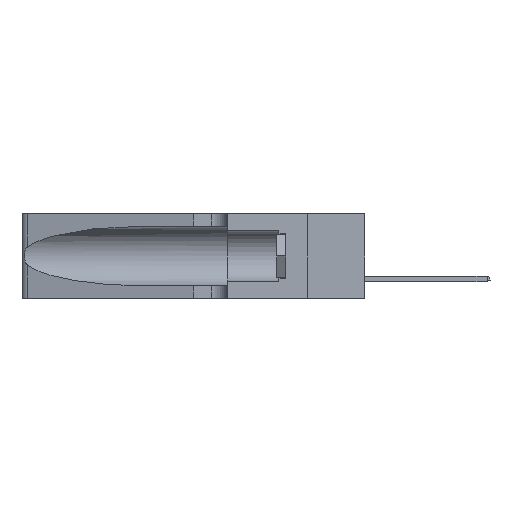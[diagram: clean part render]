
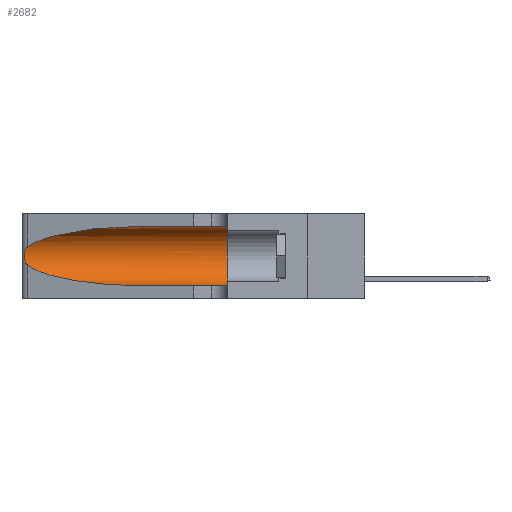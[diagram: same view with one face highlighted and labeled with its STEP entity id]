
A CAD part, left-side view. The second image highlights one B-rep face of the part: STEP entity #2682.
In plain terms, the highlighted cylindrical face has radius 3.308 mm (diameter 6.617 mm), a partial arc.
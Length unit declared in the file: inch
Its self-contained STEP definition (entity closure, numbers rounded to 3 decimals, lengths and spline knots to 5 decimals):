
#4 = CARTESIAN_POINT ( 'NONE',  ( 0.25639, 1.23184, 0.21858 ) ) ;
#287 = VERTEX_POINT ( 'NONE', #31446 ) ;
#772 = DIRECTION ( 'NONE',  ( 0., -1., 0. ) ) ;
#1096 = EDGE_CURVE ( 'NONE', #4209, #30762, #23209, .T. ) ;
#1226 = DIRECTION ( 'NONE',  ( 0., 1., 0. ) ) ;
#2279 = CARTESIAN_POINT ( 'NONE',  ( 0.1305, 1.61858, 0.185 ) ) ;
#2682 = ADVANCED_FACE ( 'NONE', ( #13418 ), #16854, .F. ) ;
#2715 = CARTESIAN_POINT ( 'NONE',  ( 0.1305, 0.72297, 0.31525 ) ) ;
#3272 = ORIENTED_EDGE ( 'NONE', *, *, #30678, .F. ) ;
#4209 = VERTEX_POINT ( 'NONE', #22335 ) ;
#4467 = VERTEX_POINT ( 'NONE', #45056 ) ;
#4853 = EDGE_CURVE ( 'NONE', #4467, #46610, #45975, .T. ) ;
#5128 = ORIENTED_EDGE ( 'NONE', *, *, #40458, .F. ) ;
#5147 = CARTESIAN_POINT ( 'NONE',  ( 0.1305, 0.35, 0.05475 ) ) ;
#5536 = VERTEX_POINT ( 'NONE', #2715 ) ;
#6585 =( BOUNDED_CURVE ( )  B_SPLINE_CURVE ( 3, ( #35643, #10407, #11280, #22250 ),
 .UNSPECIFIED., .F., .F. ) 
 B_SPLINE_CURVE_WITH_KNOTS ( ( 4, 4 ),
 ( 3.44316, 4.71239 ),
 .UNSPECIFIED. ) 
 CURVE ( )  GEOMETRIC_REPRESENTATION_ITEM ( )  RATIONAL_B_SPLINE_CURVE ( ( 1., 0.87, 0.87, 1. ) ) 
 REPRESENTATION_ITEM ( '' )  );
#7915 =( BOUNDED_CURVE ( )  B_SPLINE_CURVE ( 3, ( #27830, #16783, #42057, #10079 ),
 .UNSPECIFIED., .F., .F. ) 
 B_SPLINE_CURVE_WITH_KNOTS ( ( 4, 4 ),
 ( 1.5708, 2.84003 ),
 .UNSPECIFIED. ) 
 CURVE ( )  GEOMETRIC_REPRESENTATION_ITEM ( )  RATIONAL_B_SPLINE_CURVE ( ( 1., 0.87, 0.87, 1. ) ) 
 REPRESENTATION_ITEM ( '' )  );
#10079 = CARTESIAN_POINT ( 'NONE',  ( 0.25487, 1.22718, 0.22369 ) ) ;
#10088 = CARTESIAN_POINT ( 'NONE',  ( 0.1305, 1.61858, 0.05475 ) ) ;
#10373 = VECTOR ( 'NONE', #772, 39.37008 ) ;
#10407 = CARTESIAN_POINT ( 'NONE',  ( 0.2373, 1.15595, 0.08982 ) ) ;
#10518 = CARTESIAN_POINT ( 'NONE',  ( 0.26075, 1.23896, 0.178 ) ) ;
#11280 = CARTESIAN_POINT ( 'NONE',  ( 0.18966, 0.96281, 0.05475 ) ) ;
#12509 = AXIS2_PLACEMENT_3D ( 'NONE', #2279, #31617, #41998 ) ;
#13418 = FACE_OUTER_BOUND ( 'NONE', #19349, .T. ) ;
#15244 = VECTOR ( 'NONE', #39115, 39.37008 ) ;
#15336 = DIRECTION ( 'NONE',  ( 0., 0., 1. ) ) ;
#16615 = EDGE_CURVE ( 'NONE', #46610, #4209, #6585, .T. ) ;
#16783 = CARTESIAN_POINT ( 'NONE',  ( 0.18966, 0.96281, 0.31525 ) ) ;
#16854 = CYLINDRICAL_SURFACE ( 'NONE', #12509, 0.13025 ) ;
#17871 = CARTESIAN_POINT ( 'NONE',  ( 0.25789, 1.23486, 0.15765 ) ) ;
#18022 = CARTESIAN_POINT ( 'NONE',  ( 0.25856, 1.23593, 0.16098 ) ) ;
#18321 = CARTESIAN_POINT ( 'NONE',  ( 0.25487, 1.22718, 0.14631 ) ) ;
#19349 = EDGE_LOOP ( 'NONE', ( #36545, #25611, #45823, #45658, #3272, #5128 ) ) ;
#21342 = CARTESIAN_POINT ( 'NONE',  ( 0.25487, 1.22718, 0.22369 ) ) ;
#21505 = CARTESIAN_POINT ( 'NONE',  ( 0.25555, 1.22994, 0.2215 ) ) ;
#22250 = CARTESIAN_POINT ( 'NONE',  ( 0.1305, 0.72297, 0.05475 ) ) ;
#22335 = CARTESIAN_POINT ( 'NONE',  ( 0.1305, 0.72297, 0.05475 ) ) ;
#23209 = LINE ( 'NONE', #10088, #15244 ) ;
#24941 = CARTESIAN_POINT ( 'NONE',  ( 0.26018, 1.23835, 0.19895 ) ) ;
#25239 = CARTESIAN_POINT ( 'NONE',  ( 0.25639, 1.23186, 0.15144 ) ) ;
#25611 = ORIENTED_EDGE ( 'NONE', *, *, #4853, .T. ) ;
#27830 = CARTESIAN_POINT ( 'NONE',  ( 0.1305, 0.72297, 0.31525 ) ) ;
#30678 = EDGE_CURVE ( 'NONE', #287, #30762, #43798, .T. ) ;
#30762 = VERTEX_POINT ( 'NONE', #5147 ) ;
#31446 = CARTESIAN_POINT ( 'NONE',  ( 0.1305, 0.35, 0.31525 ) ) ;
#31493 = AXIS2_PLACEMENT_3D ( 'NONE', #44378, #1226, #15336 ) ;
#31617 = DIRECTION ( 'NONE',  ( 0., -1., 0. ) ) ;
#32288 = CARTESIAN_POINT ( 'NONE',  ( 0.26075, 1.23896, 0.19203 ) ) ;
#35464 = CARTESIAN_POINT ( 'NONE',  ( 0.1305, 1.61858, 0.31525 ) ) ;
#35643 = CARTESIAN_POINT ( 'NONE',  ( 0.25487, 1.22718, 0.14631 ) ) ;
#36463 = CARTESIAN_POINT ( 'NONE',  ( 0.25555, 1.22993, 0.14849 ) ) ;
#36545 = ORIENTED_EDGE ( 'NONE', *, *, #43963, .T. ) ;
#38770 = LINE ( 'NONE', #35464, #10373 ) ;
#39115 = DIRECTION ( 'NONE',  ( 0., -1., 0. ) ) ;
#39693 = CARTESIAN_POINT ( 'NONE',  ( 0.26017, 1.23833, 0.17102 ) ) ;
#39968 = CARTESIAN_POINT ( 'NONE',  ( 0.25487, 1.22718, 0.14631 ) ) ;
#40458 = EDGE_CURVE ( 'NONE', #5536, #287, #38770, .T. ) ;
#41998 = DIRECTION ( 'NONE',  ( 0., 0., -1. ) ) ;
#42057 = CARTESIAN_POINT ( 'NONE',  ( 0.2373, 1.15595, 0.28018 ) ) ;
#43260 = CARTESIAN_POINT ( 'NONE',  ( 0.25854, 1.2359, 0.20912 ) ) ;
#43798 = CIRCLE ( 'NONE', #31493, 0.13025 ) ;
#43963 = EDGE_CURVE ( 'NONE', #5536, #4467, #7915, .T. ) ;
#44378 = CARTESIAN_POINT ( 'NONE',  ( 0.1305, 0.35, 0.185 ) ) ;
#45056 = CARTESIAN_POINT ( 'NONE',  ( 0.25487, 1.22718, 0.22369 ) ) ;
#45658 = ORIENTED_EDGE ( 'NONE', *, *, #1096, .T. ) ;
#45823 = ORIENTED_EDGE ( 'NONE', *, *, #16615, .T. ) ;
#45975 = B_SPLINE_CURVE_WITH_KNOTS ( 'NONE', 3,
 ( #21342, #21505, #4, #46551, #43260, #24941, #32288, #10518, #39693, #18022, #17871, #25239, #36463, #39968 ),
 .UNSPECIFIED., .F., .F.,
 ( 4, 2, 2, 2, 2, 2, 4 ),
 ( 0., 0.00027, 0.00053, 0.00107, 0.0016, 0.00187, 0.00214 ),
 .UNSPECIFIED. ) ;
#46551 = CARTESIAN_POINT ( 'NONE',  ( 0.25787, 1.23484, 0.2124 ) ) ;
#46610 = VERTEX_POINT ( 'NONE', #18321 ) ;
